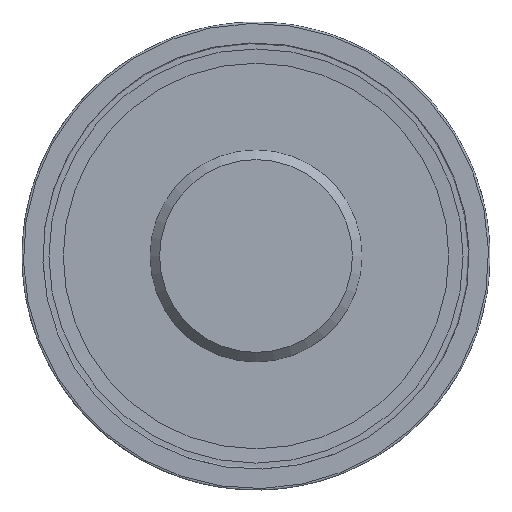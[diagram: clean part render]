
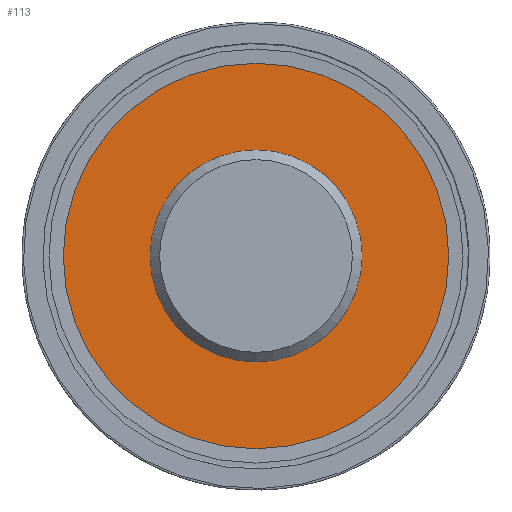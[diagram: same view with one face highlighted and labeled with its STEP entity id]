
A CAD part, left-side view. The second image highlights one B-rep face of the part: STEP entity #113.
In plain terms, the highlighted planar face has unit normal (-1, 0, 0).
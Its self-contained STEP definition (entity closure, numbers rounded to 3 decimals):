
#40=PLANE('',#445);
#65=FACE_BOUND('',#180,.T.);
#66=FACE_BOUND('',#181,.T.);
#113=ADVANCED_FACE('',(#65,#66),#40,.F.);
#180=EDGE_LOOP('',(#284));
#181=EDGE_LOOP('',(#285));
#284=ORIENTED_EDGE('',*,*,#349,.F.);
#285=ORIENTED_EDGE('',*,*,#359,.T.);
#305=VERTEX_POINT('',#888);
#315=VERTEX_POINT('',#919);
#349=EDGE_CURVE('',#305,#305,#385,.T.);
#359=EDGE_CURVE('',#315,#315,#395,.T.);
#385=CIRCLE('',#422,28.3);
#395=CIRCLE('',#443,51.484);
#422=AXIS2_PLACEMENT_3D('',#887,#506,#507);
#443=AXIS2_PLACEMENT_3D('',#918,#548,#549);
#445=AXIS2_PLACEMENT_3D('',#921,#552,#553);
#506=DIRECTION('',(-1.,0.,0.));
#507=DIRECTION('',(0.,0.,1.));
#548=DIRECTION('',(-1.,0.,0.));
#549=DIRECTION('',(0.,0.,1.));
#552=DIRECTION('',(1.,0.,0.));
#553=DIRECTION('',(0.,0.,-1.));
#887=CARTESIAN_POINT('',(0.55,0.,0.));
#888=CARTESIAN_POINT('',(0.55,0.,28.3));
#918=CARTESIAN_POINT('',(0.55,0.,0.));
#919=CARTESIAN_POINT('',(0.55,0.,51.484));
#921=CARTESIAN_POINT('',(0.55,51.484,0.));
